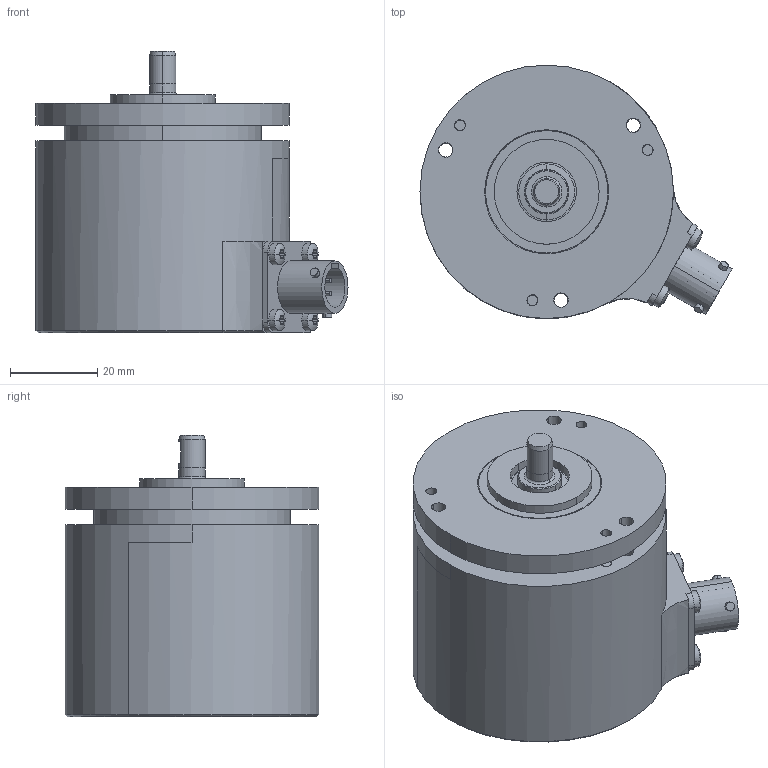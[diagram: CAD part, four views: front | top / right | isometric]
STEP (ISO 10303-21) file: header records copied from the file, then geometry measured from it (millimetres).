
FILE_DESCRIPTION((''),'2;1');
FILE_NAME('520952','2010-11-10T',('se2802'),(''),'PRO/ENGINEER BY PARAMETRIC TECHNOLOGY CORPORATION, 2010180','PRO/ENGINEER BY PARAMETRIC TECHNOLOGY CORPORATION, 2010180','');
FILE_SCHEMA(('CONFIG_CONTROL_DESIGN'));
Length unit declared in the file: millimetre
Products named in the file (1): 520952
Bounding box: 71.4 x 58 x 64.5 mm (x, y, z)
Volume: 88157.6 mm3; surface area: 40015.3 mm2
Topology: 2 solids, 5 shells, 1237 faces, 3414 edges, 2234 vertices
Faces by surface type: cylinder 428, plane 353, extrusion 324, torus 58, cone 56, sphere 14, bspline 4
Entity records: 45346 total; most frequent: CARTESIAN_POINT 14438, ORIENTED_EDGE 6824, DIRECTION 5764, EDGE_CURVE 3412, VERTEX_POINT 2234, AXIS2_PLACEMENT_3D 2068, VECTOR 1628, EDGE_LOOP 1358
